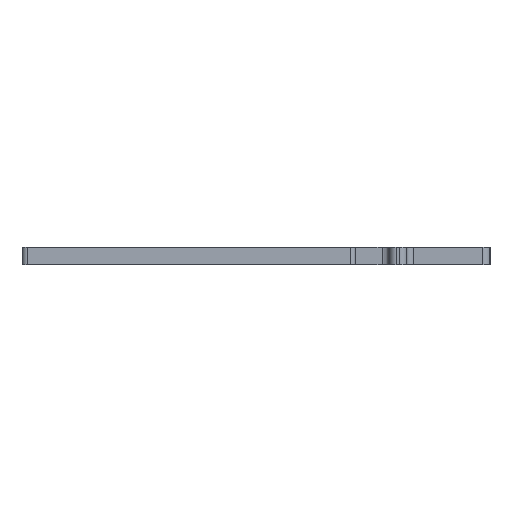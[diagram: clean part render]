
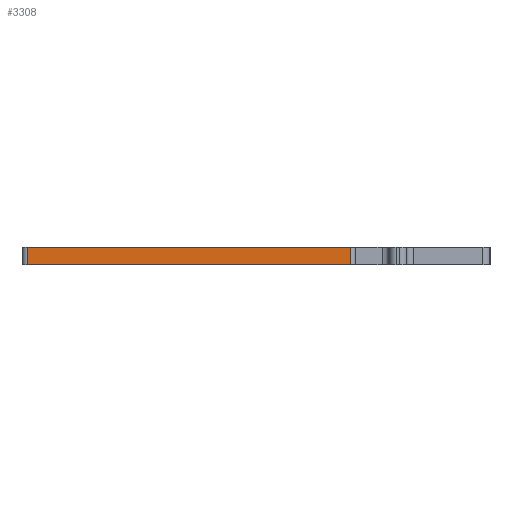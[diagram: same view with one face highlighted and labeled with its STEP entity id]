
A CAD part, left-side view. The second image highlights one B-rep face of the part: STEP entity #3308.
In plain terms, the highlighted planar face has unit normal (-1, 0, 0).
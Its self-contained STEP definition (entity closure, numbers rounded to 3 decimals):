
#42 = ORIENTED_EDGE ( 'NONE', *, *, #3902, .F. ) ;
#352 = EDGE_LOOP ( 'NONE', ( #7528, #2068, #42, #4605 ) ) ;
#976 = PLANE ( 'NONE',  #4972 ) ;
#1083 = VECTOR ( 'NONE', #5364, 1000. ) ;
#1152 = CARTESIAN_POINT ( 'NONE',  ( -5., 92., 10. ) ) ;
#1890 = CARTESIAN_POINT ( 'NONE',  ( -5., -92., 0. ) ) ;
#2042 = DIRECTION ( 'NONE',  ( 0., 0., -1. ) ) ;
#2068 = ORIENTED_EDGE ( 'NONE', *, *, #7440, .F. ) ;
#2209 = VERTEX_POINT ( 'NONE', #3025 ) ;
#2450 = EDGE_CURVE ( 'NONE', #4791, #2960, #6364, .T. ) ;
#2720 = VECTOR ( 'NONE', #7332, 1000. ) ;
#2806 = LINE ( 'NONE', #6413, #6622 ) ;
#2960 = VERTEX_POINT ( 'NONE', #6536 ) ;
#3025 = CARTESIAN_POINT ( 'NONE',  ( -5., -92., 0. ) ) ;
#3278 = DIRECTION ( 'NONE',  ( 0., 0., -1. ) ) ;
#3308 = ADVANCED_FACE ( 'NONE', ( #4061 ), #976, .F. ) ;
#3533 = CARTESIAN_POINT ( 'NONE',  ( -5., -92., 10. ) ) ;
#3902 = EDGE_CURVE ( 'NONE', #4791, #7431, #4325, .T. ) ;
#3931 = CARTESIAN_POINT ( 'NONE',  ( -5., -92., 10. ) ) ;
#4061 = FACE_OUTER_BOUND ( 'NONE', #352, .T. ) ;
#4133 = LINE ( 'NONE', #1890, #2720 ) ;
#4325 = LINE ( 'NONE', #3533, #6062 ) ;
#4482 = CARTESIAN_POINT ( 'NONE',  ( -5., -92., 10. ) ) ;
#4605 = ORIENTED_EDGE ( 'NONE', *, *, #2450, .T. ) ;
#4791 = VERTEX_POINT ( 'NONE', #6937 ) ;
#4972 = AXIS2_PLACEMENT_3D ( 'NONE', #4482, #6942, #2042 ) ;
#5364 = DIRECTION ( 'NONE',  ( 0., 0., -1. ) ) ;
#6062 = VECTOR ( 'NONE', #7845, 1000. ) ;
#6364 = LINE ( 'NONE', #1152, #1083 ) ;
#6413 = CARTESIAN_POINT ( 'NONE',  ( -5., -92., 10. ) ) ;
#6536 = CARTESIAN_POINT ( 'NONE',  ( -5., 92., 0. ) ) ;
#6622 = VECTOR ( 'NONE', #3278, 1000. ) ;
#6937 = CARTESIAN_POINT ( 'NONE',  ( -5., 92., 10. ) ) ;
#6942 = DIRECTION ( 'NONE',  ( 1., 0., 0. ) ) ;
#7172 = EDGE_CURVE ( 'NONE', #2960, #2209, #4133, .T. ) ;
#7332 = DIRECTION ( 'NONE',  ( 0., -1., 0. ) ) ;
#7431 = VERTEX_POINT ( 'NONE', #3931 ) ;
#7440 = EDGE_CURVE ( 'NONE', #7431, #2209, #2806, .T. ) ;
#7528 = ORIENTED_EDGE ( 'NONE', *, *, #7172, .T. ) ;
#7845 = DIRECTION ( 'NONE',  ( 0., -1., 0. ) ) ;
